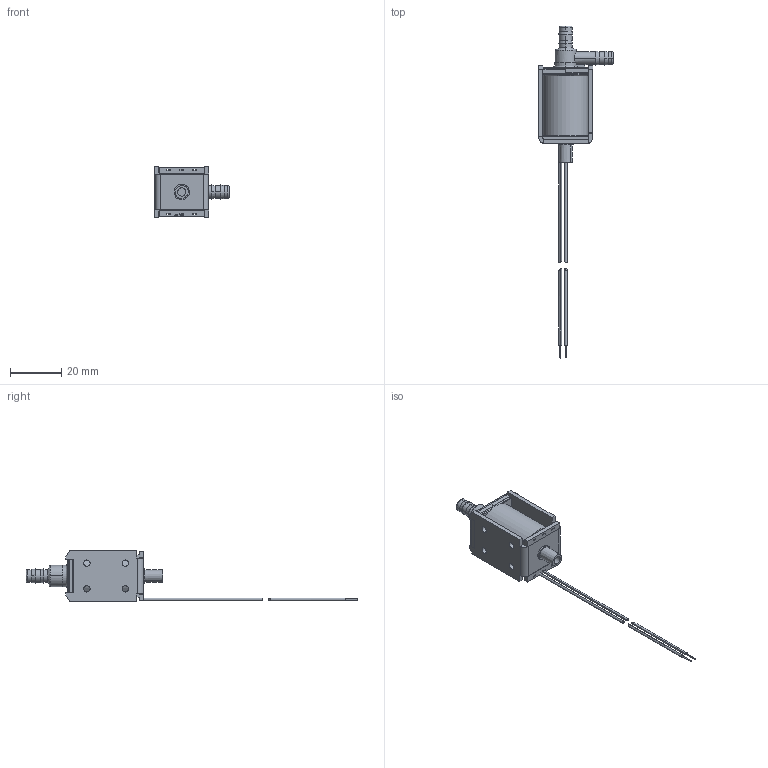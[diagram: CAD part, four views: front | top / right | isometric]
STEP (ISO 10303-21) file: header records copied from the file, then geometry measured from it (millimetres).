
FILE_DESCRIPTION (( 'STEP AP203' ), '1' );
FILE_NAME ('KSV3WG-12A（网站）.STEP', '2018-03-23T07:11:41', ( 'user01' ), ( 'Microsoft' ), 'SwSTEP 2.0', 'SolidWorks 2017', '' );
FILE_SCHEMA (( 'CONFIG_CONTROL_DESIGN' ));
Length unit declared in the file: millimetre
Products named in the file (7): ､ﾞ?1; KSV3WG-12A（网站）; 骨架SV3WGBB（（网站)）; ?､v3wcfm2｡]｡]ﾊIｯｸ)｡^; 外框SV3WCFM1（（网站)）; ?ｼLSV3WCPL2-1｡]ﾊIｯｸ); ?･]
Assembly tree (8 placements, depth 2):
  KSV3WG-12A（网站）
    骨架SV3WGBB（（网站)）
    ?､v3wcfm2｡]｡]ﾊIｯｸ)｡^  x2
    外框SV3WCFM1（（网站)）
    ?ｼLSV3WCPL2-1｡]ﾊIｯｸ)
    ?･]
    ､ﾞ?1  x2
Bounding box: 29 x 129.34 x 20 mm (x, y, z)
Volume: 12940.5 mm3; surface area: 10428.4 mm2
Topology: 10 solids, 10 shells, 252 faces, 617 edges, 401 vertices
Faces by surface type: plane 136, cylinder 83, bspline 15, cone 14, torus 4
Entity records: 8598 total; most frequent: CARTESIAN_POINT 2304, DIRECTION 1139, ORIENTED_EDGE 1138, EDGE_CURVE 569, AXIS2_PLACEMENT_3D 386, VERTEX_POINT 369, VECTOR 367, LINE 367
